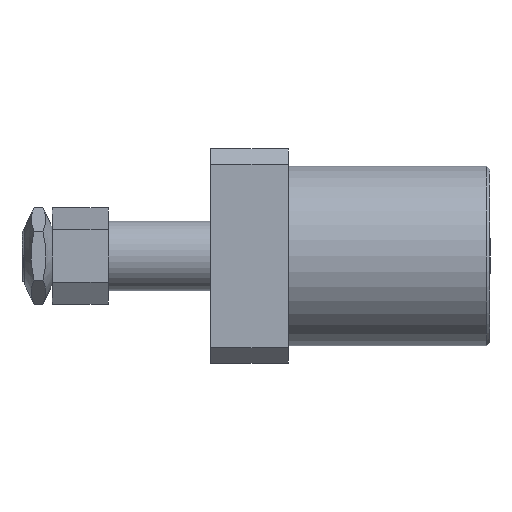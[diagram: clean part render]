
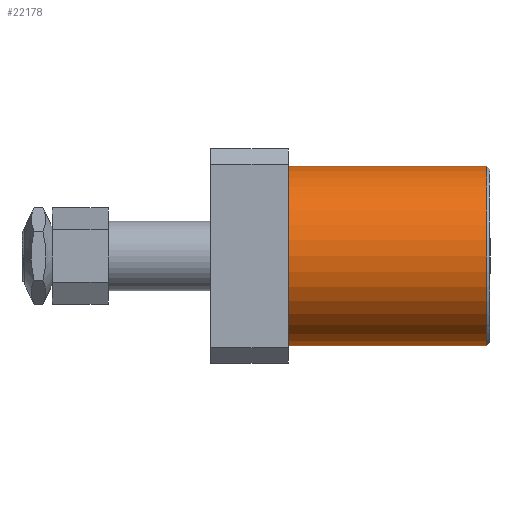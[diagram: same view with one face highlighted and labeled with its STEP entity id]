
A CAD part, left-side view. The second image highlights one B-rep face of the part: STEP entity #22178.
In plain terms, the highlighted cylindrical face has radius 29 mm (diameter 58 mm), a partial arc.
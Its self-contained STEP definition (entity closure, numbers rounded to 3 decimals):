
#1201 = DIRECTION ( 'NONE',  ( 0., 1., 0. ) ) ;
#1539 = VECTOR ( 'NONE', #1201, 1000. ) ;
#1950 = CIRCLE ( 'NONE', #30823, 29. ) ;
#2018 = VECTOR ( 'NONE', #4520, 1000. ) ;
#2424 = AXIS2_PLACEMENT_3D ( 'NONE', #12155, #24669, #26962 ) ;
#3331 = EDGE_CURVE ( 'NONE', #25535, #27881, #21390, .T. ) ;
#4100 = VERTEX_POINT ( 'NONE', #10240 ) ;
#4520 = DIRECTION ( 'NONE',  ( 0., 1., 0. ) ) ;
#6076 = EDGE_CURVE ( 'NONE', #27881, #4100, #21324, .T. ) ;
#7025 = CARTESIAN_POINT ( 'NONE',  ( 0., -64., -29. ) ) ;
#8935 = CARTESIAN_POINT ( 'NONE',  ( 0., 0., 29. ) ) ;
#10240 = CARTESIAN_POINT ( 'NONE',  ( 0., 0., -29. ) ) ;
#12123 = CYLINDRICAL_SURFACE ( 'NONE', #2424, 29. ) ;
#12155 = CARTESIAN_POINT ( 'NONE',  ( 0., -64., 0. ) ) ;
#13145 = ORIENTED_EDGE ( 'NONE', *, *, #31510, .T. ) ;
#13990 = DIRECTION ( 'NONE',  ( 0., -1., 0. ) ) ;
#16484 = DIRECTION ( 'NONE',  ( 0., 0., 1. ) ) ;
#17172 = FACE_OUTER_BOUND ( 'NONE', #25889, .T. ) ;
#17598 = LINE ( 'NONE', #7025, #2018 ) ;
#18815 = VERTEX_POINT ( 'NONE', #28137 ) ;
#19544 = DIRECTION ( 'NONE',  ( 0., 1., 0. ) ) ;
#21324 = CIRCLE ( 'NONE', #26639, 29. ) ;
#21390 = LINE ( 'NONE', #27799, #1539 ) ;
#22039 = CARTESIAN_POINT ( 'NONE',  ( 0., -64., 29. ) ) ;
#22104 = ORIENTED_EDGE ( 'NONE', *, *, #3331, .T. ) ;
#22178 = ADVANCED_FACE ( 'NONE', ( #17172 ), #12123, .T. ) ;
#23242 = ORIENTED_EDGE ( 'NONE', *, *, #6076, .T. ) ;
#24669 = DIRECTION ( 'NONE',  ( 0., 1., 0. ) ) ;
#24804 = DIRECTION ( 'NONE',  ( 0., 0., 1. ) ) ;
#25535 = VERTEX_POINT ( 'NONE', #22039 ) ;
#25889 = EDGE_LOOP ( 'NONE', ( #27656, #13145, #22104, #23242 ) ) ;
#26525 = CARTESIAN_POINT ( 'NONE',  ( 0., 0., 0. ) ) ;
#26639 = AXIS2_PLACEMENT_3D ( 'NONE', #26525, #13990, #16484 ) ;
#26962 = DIRECTION ( 'NONE',  ( 0., 0., 1. ) ) ;
#27098 = CARTESIAN_POINT ( 'NONE',  ( 0., -64., 0. ) ) ;
#27656 = ORIENTED_EDGE ( 'NONE', *, *, #28511, .F. ) ;
#27799 = CARTESIAN_POINT ( 'NONE',  ( 0., -64., 29. ) ) ;
#27881 = VERTEX_POINT ( 'NONE', #8935 ) ;
#28137 = CARTESIAN_POINT ( 'NONE',  ( 0., -64., -29. ) ) ;
#28511 = EDGE_CURVE ( 'NONE', #18815, #4100, #17598, .T. ) ;
#30823 = AXIS2_PLACEMENT_3D ( 'NONE', #27098, #19544, #24804 ) ;
#31510 = EDGE_CURVE ( 'NONE', #18815, #25535, #1950, .T. ) ;
